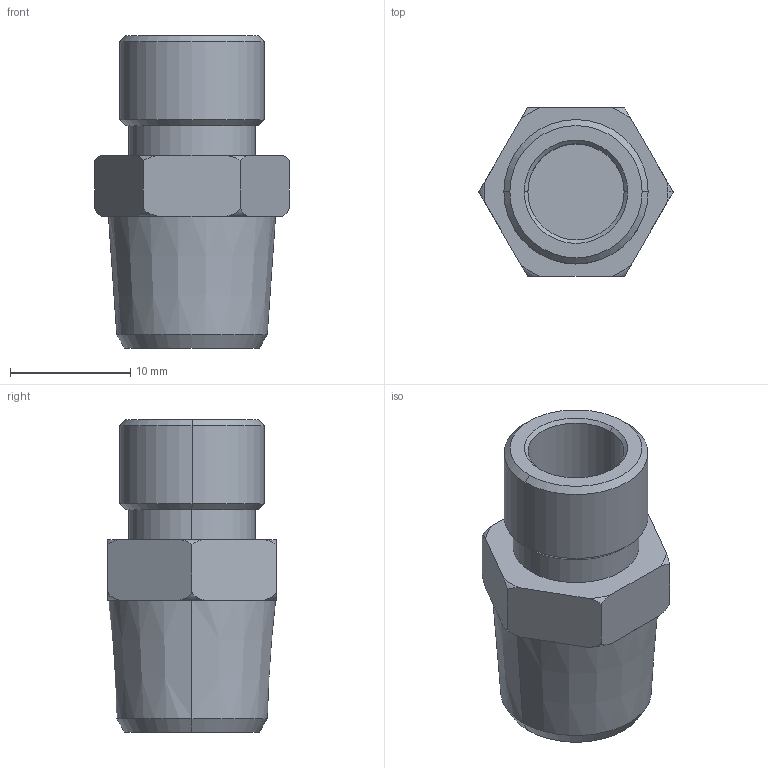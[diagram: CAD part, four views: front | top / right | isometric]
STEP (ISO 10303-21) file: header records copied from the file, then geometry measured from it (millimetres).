
FILE_DESCRIPTION (( 'STEP AP203' ), '1' );
FILE_NAME ('269-33.STEP', '2016-06-01T11:54:06', ( '' ), ( '' ), 'SwSTEP 2.0', 'SolidWorks 2016', '' );
FILE_SCHEMA (( 'CONFIG_CONTROL_DESIGN' ));
Length unit declared in the file: millimetre
Products named in the file (3): 269-34 D黶e; 269-35 Sinterscheibe; 269-33
Assembly tree (2 placements, depth 2):
  269-33
    269-34 D黶e
    269-35 Sinterscheibe
Bounding box: 16.17 x 14 x 26 mm (x, y, z)
Volume: 2152.5 mm3; surface area: 2211.6 mm2
Topology: 2 solids, 2 shells, 48 faces, 110 edges, 70 vertices
Faces by surface type: torus 14, plane 14, cone 10, cylinder 10
Entity records: 1771 total; most frequent: CARTESIAN_POINT 381, DIRECTION 240, ORIENTED_EDGE 220, EDGE_CURVE 110, AXIS2_PLACEMENT_3D 101, VERTEX_POINT 70, EDGE_LOOP 54, CIRCLE 48
